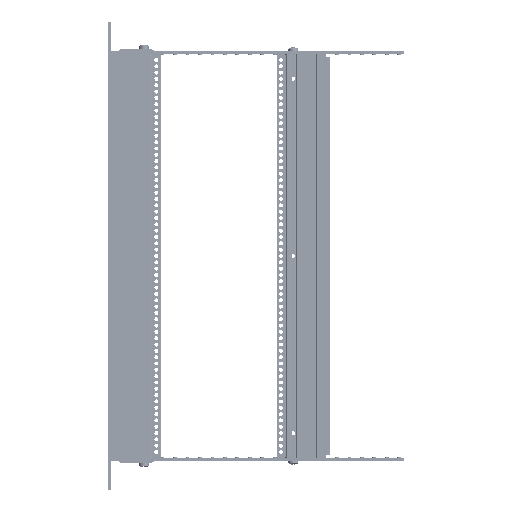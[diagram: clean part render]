
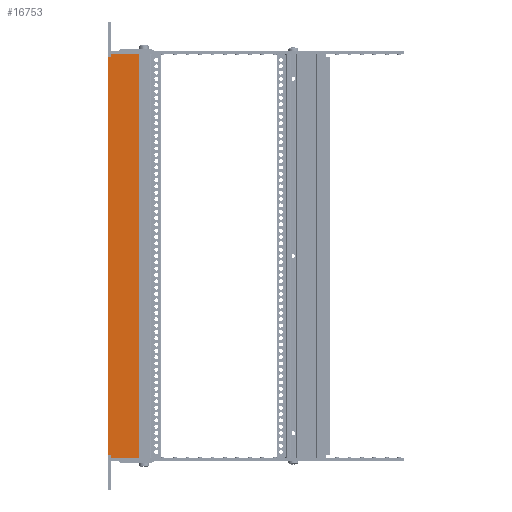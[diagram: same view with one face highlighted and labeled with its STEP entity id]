
A CAD part, front view. The second image highlights one B-rep face of the part: STEP entity #16753.
In plain terms, the highlighted face is planar.
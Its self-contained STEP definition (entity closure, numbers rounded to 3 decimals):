
#1195=PLANE('',#18415);
#2294=FACE_OUTER_BOUND('',#3375,.T.);
#3375=EDGE_LOOP('',(#13216,#13217,#13218,#13219,#13220,#13221,#13222,#13223));
#4845=LINE('',#26632,#5993);
#4849=LINE('',#26640,#5997);
#4853=LINE('',#26647,#6001);
#4856=LINE('',#26654,#6004);
#4866=LINE('',#26675,#6014);
#4867=LINE('',#26678,#6015);
#4868=LINE('',#26680,#6016);
#4869=LINE('',#26681,#6017);
#5993=VECTOR('',#21574,1.);
#5997=VECTOR('',#21580,1.);
#6001=VECTOR('',#21584,1.);
#6004=VECTOR('',#21591,1.);
#6014=VECTOR('',#21607,1.);
#6015=VECTOR('',#21610,1.);
#6016=VECTOR('',#21611,1.);
#6017=VECTOR('',#21612,1.);
#8443=VERTEX_POINT('',#26629);
#8444=VERTEX_POINT('',#26631);
#8446=VERTEX_POINT('',#26637);
#8447=VERTEX_POINT('',#26639);
#8450=VERTEX_POINT('',#26645);
#8452=VERTEX_POINT('',#26653);
#8461=VERTEX_POINT('',#26677);
#8462=VERTEX_POINT('',#26679);
#10235=EDGE_CURVE('',#8444,#8443,#4845,.T.);
#10239=EDGE_CURVE('',#8447,#8446,#4849,.T.);
#10243=EDGE_CURVE('',#8443,#8450,#4853,.T.);
#10246=EDGE_CURVE('',#8444,#8452,#4856,.T.);
#10256=EDGE_CURVE('',#8446,#8452,#4866,.T.);
#10257=EDGE_CURVE('',#8461,#8450,#4867,.T.);
#10258=EDGE_CURVE('',#8461,#8462,#4868,.T.);
#10259=EDGE_CURVE('',#8462,#8447,#4869,.T.);
#13216=ORIENTED_EDGE('',*,*,#10243,.T.);
#13217=ORIENTED_EDGE('',*,*,#10257,.F.);
#13218=ORIENTED_EDGE('',*,*,#10258,.T.);
#13219=ORIENTED_EDGE('',*,*,#10259,.T.);
#13220=ORIENTED_EDGE('',*,*,#10239,.T.);
#13221=ORIENTED_EDGE('',*,*,#10256,.T.);
#13222=ORIENTED_EDGE('',*,*,#10246,.F.);
#13223=ORIENTED_EDGE('',*,*,#10235,.T.);
#16753=ADVANCED_FACE('',(#2294),#1195,.T.);
#18415=AXIS2_PLACEMENT_3D('',#26676,#21608,#21609);
#21574=DIRECTION('',(-1.,0.,0.));
#21580=DIRECTION('',(0.,0.,-1.));
#21584=DIRECTION('',(0.,0.,-1.));
#21591=DIRECTION('',(0.,0.,1.));
#21607=DIRECTION('',(1.,0.,0.));
#21608=DIRECTION('center_axis',(0.,1.,0.));
#21609=DIRECTION('ref_axis',(0.,0.,1.));
#21610=DIRECTION('',(1.,0.,0.));
#21611=DIRECTION('',(0.,0.,1.));
#21612=DIRECTION('',(1.,0.,0.));
#26629=CARTESIAN_POINT('',(18.25,5.05,-213.4));
#26631=CARTESIAN_POINT('',(21.25,5.05,-213.4));
#26632=CARTESIAN_POINT('',(7.35,5.05,-213.4));
#26637=CARTESIAN_POINT('',(18.25,5.05,106.72));
#26639=CARTESIAN_POINT('',(18.25,5.05,109.22));
#26640=CARTESIAN_POINT('',(18.25,5.05,-54.59));
#26645=CARTESIAN_POINT('',(18.25,5.05,-215.9));
#26647=CARTESIAN_POINT('',(18.25,5.05,-215.9));
#26653=CARTESIAN_POINT('',(21.25,5.05,106.72));
#26654=CARTESIAN_POINT('',(21.25,5.05,-215.9));
#26675=CARTESIAN_POINT('',(8.85,5.05,106.72));
#26676=CARTESIAN_POINT('Origin',(-3.55,5.05,-215.9));
#26677=CARTESIAN_POINT('',(-3.55,5.05,-215.9));
#26678=CARTESIAN_POINT('',(-88.123,5.05,-215.9));
#26679=CARTESIAN_POINT('',(-3.55,5.05,109.22));
#26680=CARTESIAN_POINT('',(-3.55,5.05,-215.9));
#26681=CARTESIAN_POINT('',(-88.123,5.05,109.22));
